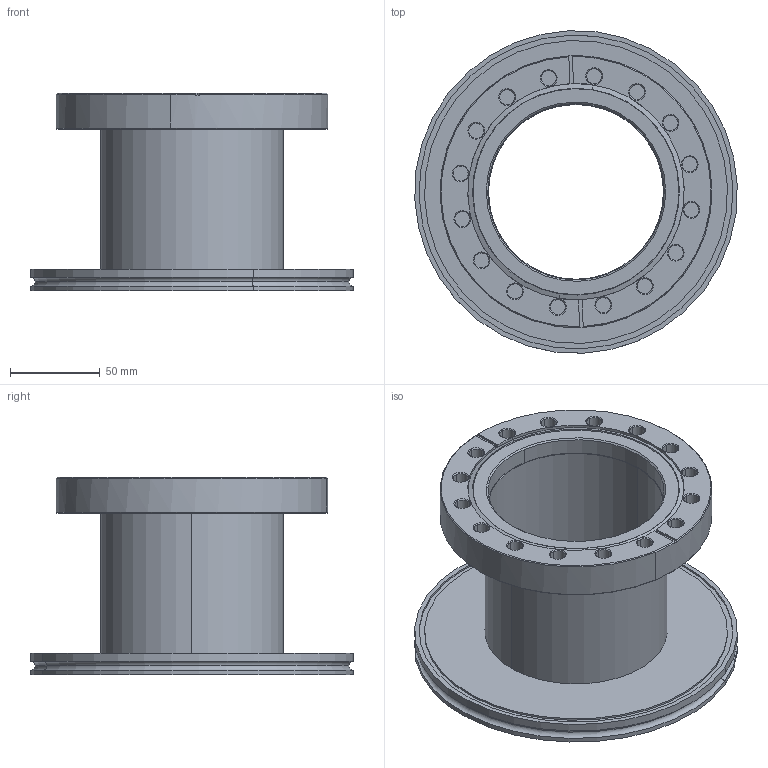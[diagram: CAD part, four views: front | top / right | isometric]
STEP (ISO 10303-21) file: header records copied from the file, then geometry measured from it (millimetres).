
FILE_DESCRIPTION (( 'STEP AP214' ), '1' );
FILE_NAME ('Hositrad_CFA100-ISO160.STEP', '2017-05-12T09:08:50', ( 'Gebruiker' ), ( '' ), 'SwSTEP 2.0', 'SolidWorks 2017', '' );
FILE_SCHEMA (( 'AUTOMOTIVE_DESIGN' ));
Length unit declared in the file: millimetre
Products named in the file (4): NW100CF-weld_CF100-102; CF-To-ISO-Adaptors-All_CFA100-ISO160; Hositrad_CFA100-ISO160; ISO160-102
Assembly tree (3 placements, depth 2):
  Hositrad_CFA100-ISO160
    CF-To-ISO-Adaptors-All_CFA100-ISO160
    NW100CF-weld_CF100-102
    ISO160-102
Bounding box: 179.83 x 179.83 x 110 mm (x, y, z)
Volume: 394212.5 mm3; surface area: 151940.9 mm2
Topology: 3 solids, 3 shells, 158 faces, 360 edges, 213 vertices
Faces by surface type: cone 77, cylinder 58, plane 19, torus 4
Entity records: 5051 total; most frequent: DIRECTION 891, CARTESIAN_POINT 749, ORIENTED_EDGE 720, AXIS2_PLACEMENT_3D 371, EDGE_CURVE 360, VERTEX_POINT 213, CIRCLE 207, EDGE_LOOP 201
